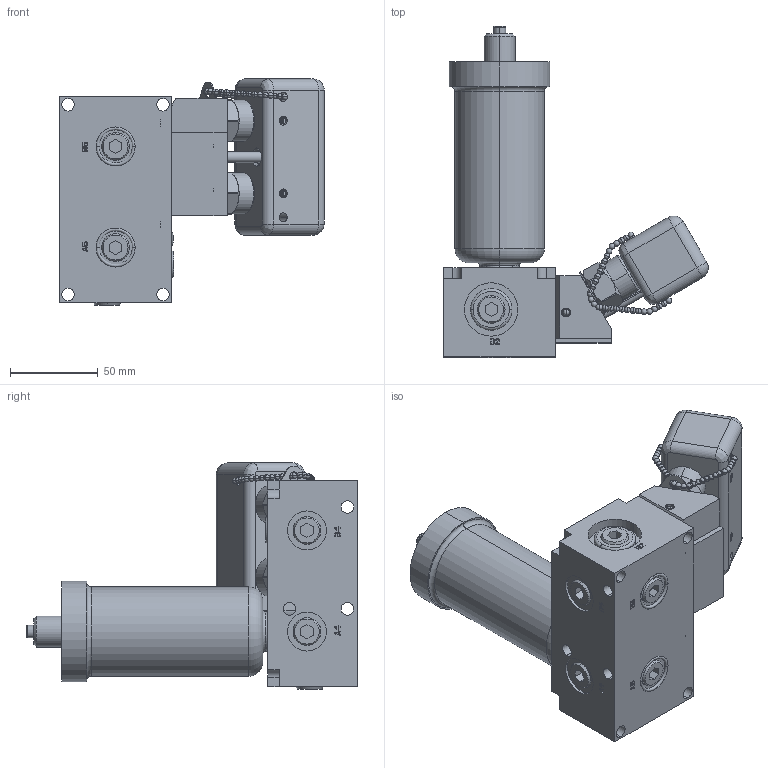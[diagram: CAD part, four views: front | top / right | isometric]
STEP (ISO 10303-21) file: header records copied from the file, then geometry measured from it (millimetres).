
FILE_DESCRIPTION((''),'2;1');
FILE_NAME('ILC56000525','2020-04-16T',('npeters'),(''),'PRO/ENGINEER BY PARAMETRIC TECHNOLOGY CORPORATION, 2013320','PRO/ENGINEER BY PARAMETRIC TECHNOLOGY CORPORATION, 2013320','');
FILE_SCHEMA(('AUTOMOTIVE_DESIGN { 1 0 10303 214 1 1 1 1 }'));
Length unit declared in the file: inch
Products named in the file (3): ILC56000525_PD; ILC56000525_COVER; ILC56000525
Assembly tree (2 placements, depth 2):
  ILC56000525
    ILC56000525_PD
    ILC56000525_COVER
Bounding box: 150.45 x 188.54 x 128.65 mm (x, y, z)
Volume: 670691.1 mm3; surface area: 121464.8 mm2
Topology: 2 solids, 46 shells, 1458 faces, 3785 edges, 2367 vertices
Faces by surface type: plane 928, cylinder 212, sphere 140, cone 118, torus 56, bspline 4
Entity records: 48089 total; most frequent: CARTESIAN_POINT 10005, DIRECTION 7319, ORIENTED_EDGE 7206, EDGE_CURVE 3607, VECTOR 2599, LINE 2599, VERTEX_POINT 2367, AXIS2_PLACEMENT_3D 2360
